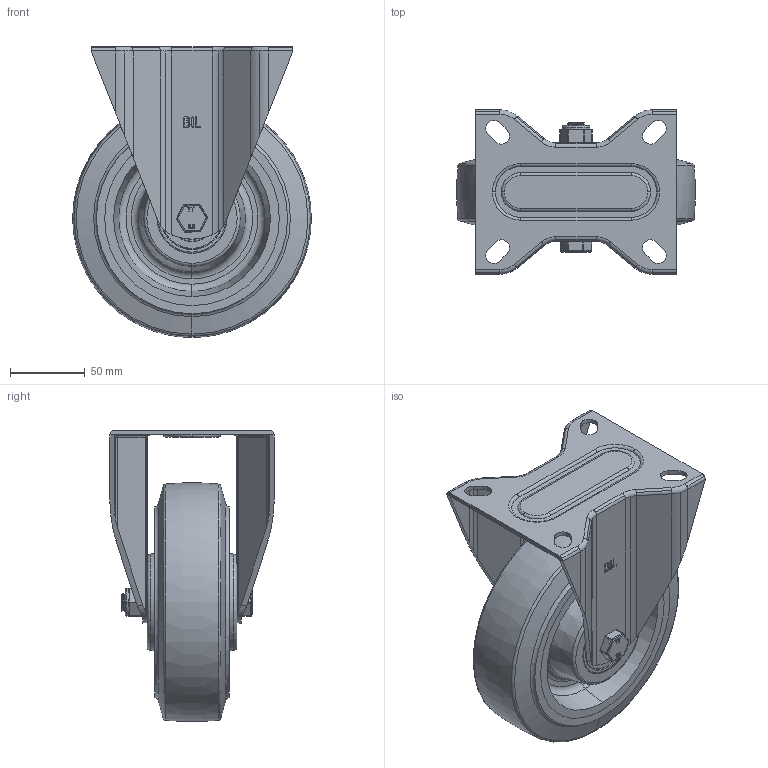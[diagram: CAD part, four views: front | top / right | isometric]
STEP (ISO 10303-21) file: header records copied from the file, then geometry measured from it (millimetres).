
FILE_DESCRIPTION(('STEP AP214'),'1');
FILE_NAME('BZMMF160SRNB.STEP','2022-05-20T09:09:25',(' '),(' '),'Spatial InterOp 3D',' ',' ');
FILE_SCHEMA(('AUTOMOTIVE_DESIGN { 1 0 10303 214 1 1 1 1 }'));
Length unit declared in the file: metre
Products named in the file (25): BZMMF150AS; BZMMF150AS Geometry; ZINC PLATED, PRESSED STEEL BRACKET; BZMMF160SRNB; TUBEM20X60; ZINC PLATED STEEL TUBE; BZH160WSRNBJM20; 65 SHORE A ELASTIC RUBBER TYRE; NYLON RIM; BEARING6204; INNER; OUTER; BALL BEARINGS; Component3; MIDDLE; RUBBER; BEARING SPACER; HEXBOLTM12X80Z8.8; GRADE 8.8 ZINC PLATED BOLT; NYLOC NUT; RUBBER2; NUT; NYLOCM12Z
Assembly tree (43 placements, depth 5):
  BZMMF160SRNB
    BZMMF150AS
      BZMMF150AS Geometry
      ZINC PLATED, PRESSED STEEL BRACKET
    TUBEM20X60
      ZINC PLATED STEEL TUBE
    BZH160WSRNBJM20
      65 SHORE A ELASTIC RUBBER TYRE
      NYLON RIM
      BEARING6204
        INNER
        OUTER
        BALL BEARINGS
          Component3  x8
        MIDDLE
        RUBBER
      BEARING6204
        INNER
        OUTER
        BALL BEARINGS
          Component3  x8
        MIDDLE
        RUBBER
      BEARING SPACER
    HEXBOLTM12X80Z8.8
      GRADE 8.8 ZINC PLATED BOLT
    NYLOCM12Z
      NYLOC NUT
        RUBBER2
        NUT
Bounding box: 159.81 x 110 x 194.9 mm (x, y, z)
Volume: 877735.1 mm3; surface area: 243769.4 mm2
Topology: 34 solids, 34 shells, 1353 faces, 3598 edges, 2330 vertices
Faces by surface type: plane 419, cylinder 374, extrusion 338, sphere 132, torus 76, cone 12, bspline 2
Entity records: 39197 total; most frequent: CARTESIAN_POINT 15730, ORIENTED_EDGE 4798, DIRECTION 4519, EDGE_CURVE 2399, AXIS2_PLACEMENT_3D 1683, VERTEX_POINT 1581, VECTOR 1153, EDGE_LOOP 1074
